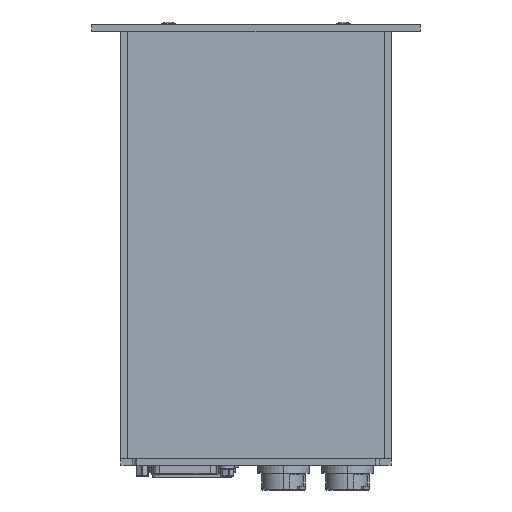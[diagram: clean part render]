
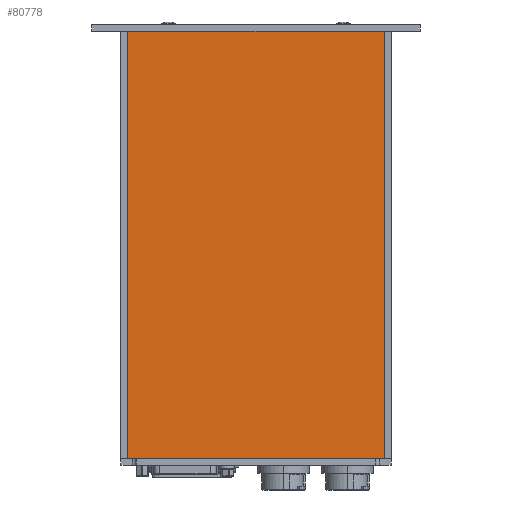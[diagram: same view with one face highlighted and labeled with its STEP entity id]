
A CAD part, left-side view. The second image highlights one B-rep face of the part: STEP entity #80778.
In plain terms, the highlighted planar face has unit normal (-1, 0, 0).
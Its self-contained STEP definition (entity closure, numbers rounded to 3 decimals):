
#1511 = CARTESIAN_POINT ( 'NONE',  ( -32.781, 65.793, -10.057 ) ) ;
#1866 = CARTESIAN_POINT ( 'NONE',  ( -32.781, 62.793, -10.057 ) ) ;
#2441 = AXIS2_PLACEMENT_3D ( 'NONE', #27538, #92216, #77014 ) ;
#2674 = ORIENTED_EDGE ( 'NONE', *, *, #69536, .F. ) ;
#5170 = LINE ( 'NONE', #62989, #81111 ) ;
#5352 = ORIENTED_EDGE ( 'NONE', *, *, #23527, .T. ) ;
#7234 = LINE ( 'NONE', #1511, #98401 ) ;
#8060 = LINE ( 'NONE', #94364, #54851 ) ;
#14499 = VERTEX_POINT ( 'NONE', #57084 ) ;
#15523 = LINE ( 'NONE', #1866, #78823 ) ;
#15565 = EDGE_LOOP ( 'NONE', ( #5352, #47071, #2674, #67257 ) ) ;
#23195 = VERTEX_POINT ( 'NONE', #86990 ) ;
#23527 = EDGE_CURVE ( 'NONE', #14499, #23195, #8060, .T. ) ;
#25619 = DIRECTION ( 'NONE',  ( 0., -1., 0. ) ) ;
#27538 = CARTESIAN_POINT ( 'NONE',  ( -32.781, 65.793, -10.057 ) ) ;
#35217 = FACE_OUTER_BOUND ( 'NONE', #15565, .T. ) ;
#45159 = PLANE ( 'NONE',  #2441 ) ;
#47071 = ORIENTED_EDGE ( 'NONE', *, *, #80052, .F. ) ;
#50721 = DIRECTION ( 'NONE',  ( 0., 0., -1. ) ) ;
#54851 = VECTOR ( 'NONE', #79524, 1000. ) ;
#56834 = CARTESIAN_POINT ( 'NONE',  ( -32.781, 62.793, -10.057 ) ) ;
#57084 = CARTESIAN_POINT ( 'NONE',  ( -32.781, 62.793, -177.057 ) ) ;
#62989 = CARTESIAN_POINT ( 'NONE',  ( -32.781, -37.207, -10.057 ) ) ;
#67257 = ORIENTED_EDGE ( 'NONE', *, *, #103710, .T. ) ;
#69536 = EDGE_CURVE ( 'NONE', #73395, #99031, #7234, .T. ) ;
#72148 = DIRECTION ( 'NONE',  ( 0., 0., -1. ) ) ;
#73395 = VERTEX_POINT ( 'NONE', #56834 ) ;
#77014 = DIRECTION ( 'NONE',  ( 0., 0., 1. ) ) ;
#78823 = VECTOR ( 'NONE', #50721, 1000. ) ;
#79524 = DIRECTION ( 'NONE',  ( 0., -1., 0. ) ) ;
#80052 = EDGE_CURVE ( 'NONE', #99031, #23195, #5170, .T. ) ;
#80778 = ADVANCED_FACE ( 'NONE', ( #35217 ), #45159, .F. ) ;
#81111 = VECTOR ( 'NONE', #72148, 1000. ) ;
#86990 = CARTESIAN_POINT ( 'NONE',  ( -32.781, -37.207, -177.057 ) ) ;
#92216 = DIRECTION ( 'NONE',  ( 1., 0., 0. ) ) ;
#94364 = CARTESIAN_POINT ( 'NONE',  ( -32.781, 65.793, -177.057 ) ) ;
#98401 = VECTOR ( 'NONE', #25619, 1000. ) ;
#99031 = VERTEX_POINT ( 'NONE', #99085 ) ;
#99085 = CARTESIAN_POINT ( 'NONE',  ( -32.781, -37.207, -10.057 ) ) ;
#103710 = EDGE_CURVE ( 'NONE', #73395, #14499, #15523, .T. ) ;
